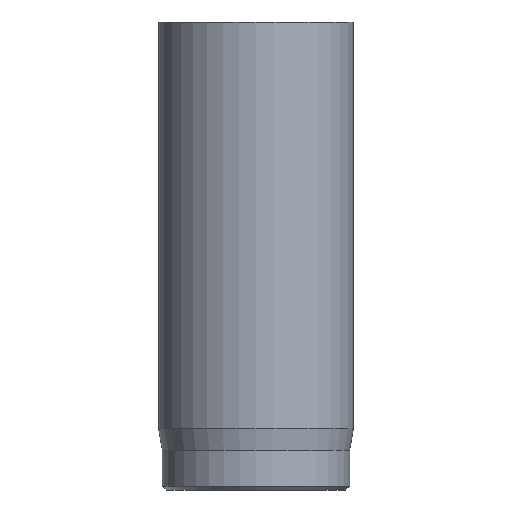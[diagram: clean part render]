
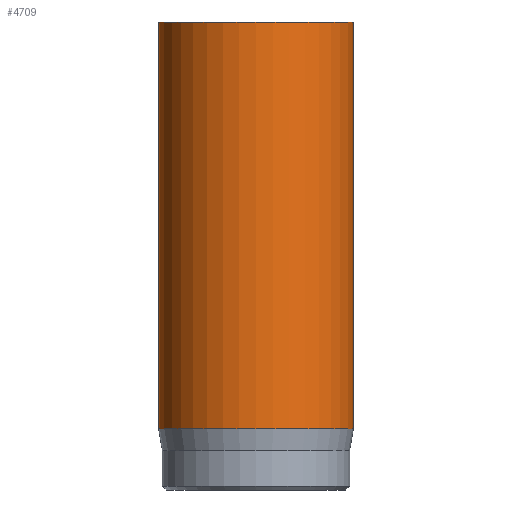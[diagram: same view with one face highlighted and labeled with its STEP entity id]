
A CAD part, front view. The second image highlights one B-rep face of the part: STEP entity #4709.
In plain terms, the highlighted cylindrical face has radius 2.5 mm (diameter 5 mm), a full revolution.
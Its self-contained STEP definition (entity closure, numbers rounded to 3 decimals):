
#31=CYLINDRICAL_SURFACE('',#4884,2.5);
#45=CIRCLE('',#4858,2.5);
#56=CIRCLE('',#4882,2.5);
#57=CIRCLE('',#4883,2.5);
#827=FACE_OUTER_BOUND('',#1106,.T.);
#1106=EDGE_LOOP('',(#4287,#4288,#4289,#4290,#4291));
#1443=LINE('',#9087,#1786);
#1786=VECTOR('',#5419,2.5);
#2239=VERTEX_POINT('',#9039);
#2251=VERTEX_POINT('',#9081);
#2252=VERTEX_POINT('',#9082);
#2918=EDGE_CURVE('',#2239,#2239,#45,.T.);
#2935=EDGE_CURVE('',#2251,#2252,#56,.T.);
#2936=EDGE_CURVE('',#2252,#2251,#57,.T.);
#2938=EDGE_CURVE('',#2239,#2251,#1443,.T.);
#4287=ORIENTED_EDGE('',*,*,#2918,.T.);
#4288=ORIENTED_EDGE('',*,*,#2938,.T.);
#4289=ORIENTED_EDGE('',*,*,#2935,.T.);
#4290=ORIENTED_EDGE('',*,*,#2936,.T.);
#4291=ORIENTED_EDGE('',*,*,#2938,.F.);
#4709=ADVANCED_FACE('',(#827),#31,.T.);
#4858=AXIS2_PLACEMENT_3D('',#9040,#5358,#5359);
#4882=AXIS2_PLACEMENT_3D('',#9083,#5412,#5413);
#4883=AXIS2_PLACEMENT_3D('',#9084,#5414,#5415);
#4884=AXIS2_PLACEMENT_3D('',#9086,#5417,#5418);
#5358=DIRECTION('center_axis',(0.,0.,-1.));
#5359=DIRECTION('ref_axis',(-1.,0.,0.));
#5412=DIRECTION('center_axis',(0.,0.,1.));
#5413=DIRECTION('ref_axis',(-1.,0.,0.));
#5414=DIRECTION('center_axis',(0.,0.,1.));
#5415=DIRECTION('ref_axis',(-1.,0.,0.));
#5417=DIRECTION('center_axis',(0.,0.,1.));
#5418=DIRECTION('ref_axis',(-1.,0.,0.));
#5419=DIRECTION('',(0.,0.,-1.));
#9039=CARTESIAN_POINT('',(2.5,0.,12.));
#9040=CARTESIAN_POINT('Origin',(0.,0.,12.));
#9081=CARTESIAN_POINT('',(2.5,0.,1.567));
#9082=CARTESIAN_POINT('',(-2.5,0.,1.567));
#9083=CARTESIAN_POINT('Origin',(0.,0.,1.567));
#9084=CARTESIAN_POINT('Origin',(0.,0.,1.567));
#9086=CARTESIAN_POINT('Origin',(0.,0.,0.));
#9087=CARTESIAN_POINT('',(2.5,0.,0.));
